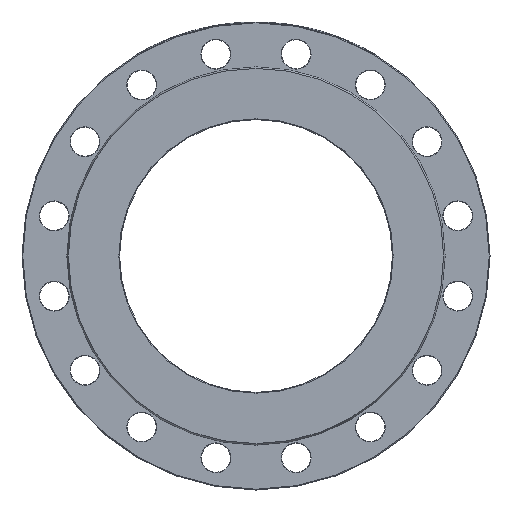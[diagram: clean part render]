
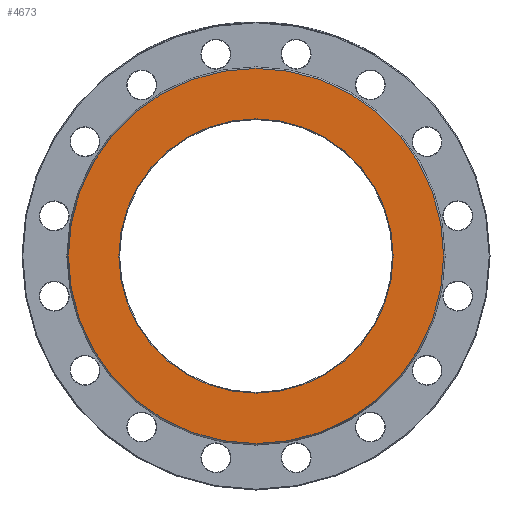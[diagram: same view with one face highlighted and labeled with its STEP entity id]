
A CAD part, left-side view. The second image highlights one B-rep face of the part: STEP entity #4673.
In plain terms, the highlighted planar face has unit normal (-1, 0, 0).
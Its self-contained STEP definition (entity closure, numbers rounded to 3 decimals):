
#144 = CARTESIAN_POINT ( 'NONE',  ( 0., 0., 0. ) ) ;
#920 = CARTESIAN_POINT ( 'NONE',  ( 0., 0., 232.5 ) ) ;
#925 = DIRECTION ( 'NONE',  ( 0., 0., -1. ) ) ;
#1038 = EDGE_LOOP ( 'NONE', ( #6398 ) ) ;
#1043 = DIRECTION ( 'NONE',  ( -1., 0., 0. ) ) ;
#1184 = DIRECTION ( 'NONE',  ( 0., 0., -1. ) ) ;
#1851 = AXIS2_PLACEMENT_3D ( 'NONE', #1935, #11051, #925 ) ;
#1935 = CARTESIAN_POINT ( 'NONE',  ( 0., 169., 0. ) ) ;
#2900 = VERTEX_POINT ( 'NONE', #6574 ) ;
#3615 = VERTEX_POINT ( 'NONE', #920 ) ;
#3679 = DIRECTION ( 'NONE',  ( 0., 0., 1. ) ) ;
#4507 = CIRCLE ( 'NONE', #7609, 232.5 ) ;
#4509 = FACE_OUTER_BOUND ( 'NONE', #1038, .T. ) ;
#4673 = ADVANCED_FACE ( 'NONE', ( #7181, #4509 ), #10877, .F. ) ;
#4954 = DIRECTION ( 'NONE',  ( 1., 0., 0. ) ) ;
#5422 = EDGE_CURVE ( 'NONE', #3615, #3615, #4507, .T. ) ;
#5687 = AXIS2_PLACEMENT_3D ( 'NONE', #7560, #4954, #1184 ) ;
#6398 = ORIENTED_EDGE ( 'NONE', *, *, #5422, .T. ) ;
#6574 = CARTESIAN_POINT ( 'NONE',  ( 0., 0., -170. ) ) ;
#7181 = FACE_BOUND ( 'NONE', #9662, .T. ) ;
#7560 = CARTESIAN_POINT ( 'NONE',  ( 0., 0., 0. ) ) ;
#7609 = AXIS2_PLACEMENT_3D ( 'NONE', #144, #1043, #3679 ) ;
#7822 = CIRCLE ( 'NONE', #5687, 170. ) ;
#9196 = EDGE_CURVE ( 'NONE', #2900, #2900, #7822, .T. ) ;
#9500 = ORIENTED_EDGE ( 'NONE', *, *, #9196, .T. ) ;
#9662 = EDGE_LOOP ( 'NONE', ( #9500 ) ) ;
#10877 = PLANE ( 'NONE',  #1851 ) ;
#11051 = DIRECTION ( 'NONE',  ( 1., 0., 0. ) ) ;
